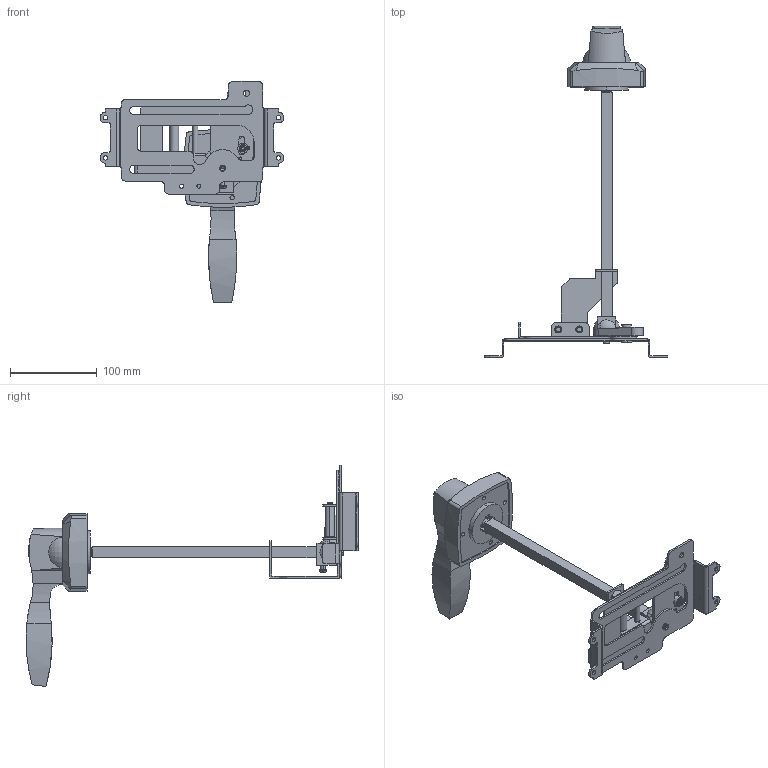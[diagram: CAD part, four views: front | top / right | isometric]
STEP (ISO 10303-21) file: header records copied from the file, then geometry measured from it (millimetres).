
FILE_DESCRIPTION (( 'STEP AP203' ), '1' );
FILE_NAME ('GCBX3-EHR-N3R4-BK.step', '2021-09-02T13:01:07', ( '' ), ( '' ), 'SwSTEP 2.0', 'SolidWorks 2021', '' );
FILE_SCHEMA (( 'CONFIG_CONTROL_DESIGN' ));
Length unit declared in the file: millimetre
Products named in the file (1): GCBX3-EHR-N3R4-BK
Bounding box: 212.4 x 383.6 x 255.36 mm (x, y, z)
Volume: 511957.5 mm3; surface area: 148668.1 mm2
Topology: 14 solids, 14 shells, 582 faces, 1518 edges, 988 vertices
Faces by surface type: cylinder 290, plane 232, torus 24, cone 19, bspline 11, sphere 6
Entity records: 20950 total; most frequent: CARTESIAN_POINT 6331, DIRECTION 3095, ORIENTED_EDGE 3010, EDGE_CURVE 1505, AXIS2_PLACEMENT_3D 1172, VERTEX_POINT 987, VECTOR 751, LINE 751
